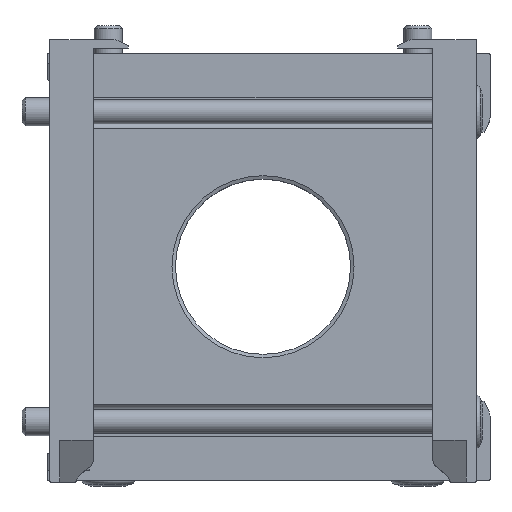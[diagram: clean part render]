
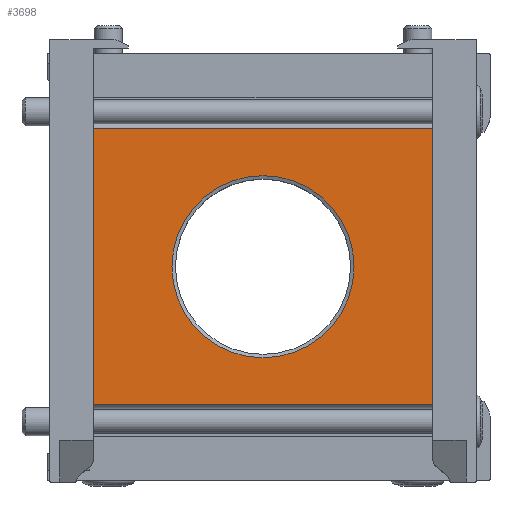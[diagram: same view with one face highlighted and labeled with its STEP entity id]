
A CAD part, top view. The second image highlights one B-rep face of the part: STEP entity #3698.
In plain terms, the highlighted planar face has unit normal (0, 0, 1).
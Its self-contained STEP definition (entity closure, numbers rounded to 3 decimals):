
#258=CIRCLE('',#5030,13.);
#426=ORIENTED_EDGE('',*,*,#1490,.F.);
#427=ORIENTED_EDGE('',*,*,#1426,.T.);
#428=ORIENTED_EDGE('',*,*,#1491,.F.);
#429=ORIENTED_EDGE('',*,*,#1458,.T.);
#430=ORIENTED_EDGE('',*,*,#1492,.F.);
#431=ORIENTED_EDGE('',*,*,#1454,.T.);
#432=ORIENTED_EDGE('',*,*,#1493,.T.);
#433=ORIENTED_EDGE('',*,*,#1430,.T.);
#434=ORIENTED_EDGE('',*,*,#1494,.T.);
#1426=EDGE_CURVE('',#1965,#1964,#2336,.T.);
#1430=EDGE_CURVE('',#1969,#1968,#2340,.T.);
#1454=EDGE_CURVE('',#1993,#1992,#2360,.T.);
#1458=EDGE_CURVE('',#1997,#1996,#2364,.T.);
#1490=EDGE_CURVE('',#2016,#2016,#258,.T.);
#1491=EDGE_CURVE('',#1997,#1964,#2392,.T.);
#1492=EDGE_CURVE('',#1993,#1996,#2393,.T.);
#1493=EDGE_CURVE('',#1992,#1969,#2394,.T.);
#1494=EDGE_CURVE('',#1968,#1965,#2395,.T.);
#1964=VERTEX_POINT('',#6527);
#1965=VERTEX_POINT('',#6529);
#1968=VERTEX_POINT('',#6535);
#1969=VERTEX_POINT('',#6537);
#1992=VERTEX_POINT('',#6585);
#1993=VERTEX_POINT('',#6587);
#1996=VERTEX_POINT('',#6593);
#1997=VERTEX_POINT('',#6595);
#2016=VERTEX_POINT('',#6653);
#2336=LINE('',#6528,#2674);
#2340=LINE('',#6536,#2678);
#2360=LINE('',#6586,#2698);
#2364=LINE('',#6594,#2702);
#2392=LINE('',#6654,#2730);
#2393=LINE('',#6655,#2731);
#2394=LINE('',#6656,#2732);
#2395=LINE('',#6657,#2733);
#2674=VECTOR('',#5409,1000.);
#2678=VECTOR('',#5413,1000.);
#2698=VECTOR('',#5445,1000.);
#2702=VECTOR('',#5449,1000.);
#2730=VECTOR('',#5501,1000.);
#2731=VECTOR('',#5502,1000.);
#2732=VECTOR('',#5503,1000.);
#2733=VECTOR('',#5504,1000.);
#3018=EDGE_LOOP('',(#426));
#3019=EDGE_LOOP('',(#427,#428,#429,#430,#431,#432,#433,#434));
#3294=FACE_BOUND('',#3018,.T.);
#3295=FACE_BOUND('',#3019,.T.);
#3570=PLANE('',#5029);
#3698=ADVANCED_FACE('',(#3294,#3295),#3570,.T.);
#5029=AXIS2_PLACEMENT_3D('',#6651,#5497,#5498);
#5030=AXIS2_PLACEMENT_3D('',#6652,#5499,#5500);
#5409=DIRECTION('',(0.,-1.,0.));
#5413=DIRECTION('',(0.,-1.,0.));
#5445=DIRECTION('',(0.,1.,0.));
#5449=DIRECTION('',(0.,1.,0.));
#5497=DIRECTION('',(0.,0.,1.));
#5498=DIRECTION('',(1.,0.,0.));
#5499=DIRECTION('',(0.,0.,1.));
#5500=DIRECTION('',(1.,0.,0.));
#5501=DIRECTION('',(-1.,0.,0.));
#5502=DIRECTION('',(0.,-1.,0.));
#5503=DIRECTION('',(-1.,0.,0.));
#5504=DIRECTION('',(0.,-1.,0.));
#6527=CARTESIAN_POINT('',(-24.2,-19.7,5.5));
#6528=CARTESIAN_POINT('',(-24.2,24.2,5.5));
#6529=CARTESIAN_POINT('',(-24.2,-14.95,5.5));
#6535=CARTESIAN_POINT('',(-24.2,14.95,5.5));
#6536=CARTESIAN_POINT('',(-24.2,24.2,5.5));
#6537=CARTESIAN_POINT('',(-24.2,19.7,5.5));
#6585=CARTESIAN_POINT('',(24.2,19.7,5.5));
#6586=CARTESIAN_POINT('',(24.2,-24.2,5.5));
#6587=CARTESIAN_POINT('',(24.2,14.95,5.5));
#6593=CARTESIAN_POINT('',(24.2,-14.95,5.5));
#6594=CARTESIAN_POINT('',(24.2,-24.2,5.5));
#6595=CARTESIAN_POINT('',(24.2,-19.7,5.5));
#6651=CARTESIAN_POINT('',(0.,0.,5.5));
#6652=CARTESIAN_POINT('',(0.,0.,5.5));
#6653=CARTESIAN_POINT('',(13.,0.,5.5));
#6654=CARTESIAN_POINT('',(24.2,-19.7,5.5));
#6655=CARTESIAN_POINT('',(24.2,14.95,5.5));
#6656=CARTESIAN_POINT('',(24.2,19.7,5.5));
#6657=CARTESIAN_POINT('',(-24.2,14.95,5.5));
